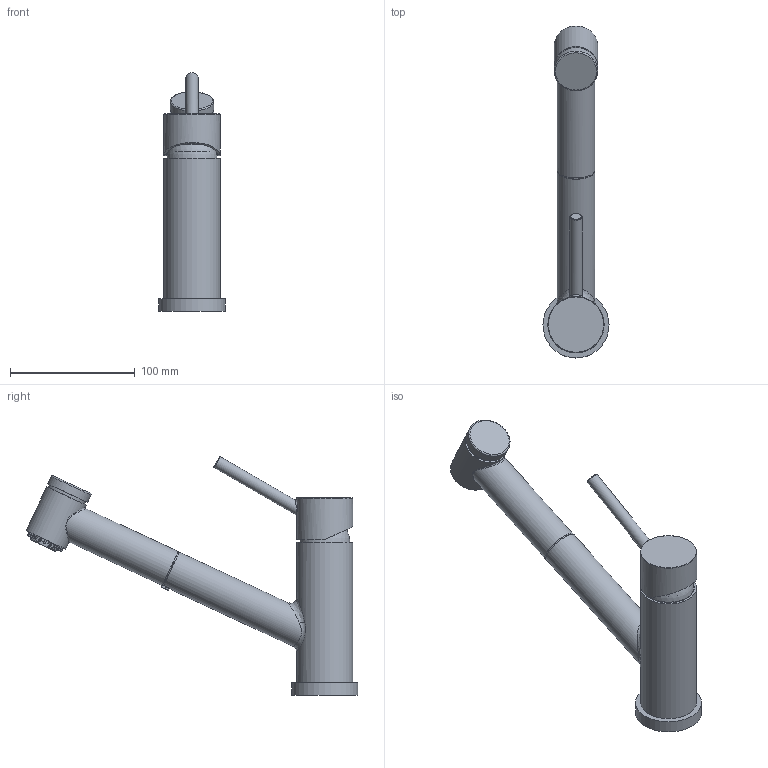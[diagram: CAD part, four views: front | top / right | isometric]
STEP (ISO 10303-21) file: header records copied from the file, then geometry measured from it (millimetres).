
FILE_DESCRIPTION(/* description */ (''),/* implementation_level */ '2;1');
FILE_NAME(/* name */ '3D_927200_ComoSwitch.step',/* time_stamp */ '2023-01-23T11:43:18+01:00',/* author */ (''),/* organization */ (''),/* preprocessor_version */ 'ST-DEVELOPER v19.2',/* originating_system */ 'Autodesk Translation Framework v11.17.0.187',/* authorisation */ '');
FILE_SCHEMA (('AUTOMOTIVE_DESIGN { 1 0 10303 214 3 1 1 }'));
Length unit declared in the file: millimetre
Products named in the file (10): (Nicht gespeichert); SCHOCK-MODEL-1_ASM_22_ASM_5_ASM; PRT0001_4; 1568-A_66_2; 00003_ASM_2_ASM; BASE_3_2; SUOLIAOT_5_2; BANYUANGAI_1_2; PART50_1_2; S1381P-CSHOWER
Assembly tree (9 placements, depth 4):
  (Nicht gespeichert)
    SCHOCK-MODEL-1_ASM_22_ASM_5_ASM
      PRT0001_4
      1568-A_66_2
      00003_ASM_2_ASM
        BASE_3_2
      SUOLIAOT_5_2
      BANYUANGAI_1_2
      PART50_1_2
    S1381P-CSHOWER
Bounding box: 53 x 266 x 191.27 mm (x, y, z)
Volume: 212561 mm3; surface area: 95447.9 mm2
Topology: 7 solids, 7 shells, 296 faces, 744 edges, 492 vertices
Faces by surface type: plane 153, cylinder 124, torus 9, bspline 6, cone 3, sphere 1
Full cylindrical faces by diameter (mm): 10 x1, 15.244 x1, 17.064 x1, 22.4 x1, 23.5 x1, 24 x1, 25 x1, 26.2 x1, 30 x3, 32 x1, 32.4 x1, 35 x2, 36 x1, 36.8 x1, 40 x1, 40.1 x1, 40.5 x1, 41.39 x1, 41.4 x1, 41.5 x1, 42.2 x1, 45 x2, 53 x1
Entity records: 11475 total; most frequent: CARTESIAN_POINT 3932, DIRECTION 1570, ORIENTED_EDGE 1488, EDGE_CURVE 744, AXIS2_PLACEMENT_3D 571, VERTEX_POINT 492, LINE 428, VECTOR 428
